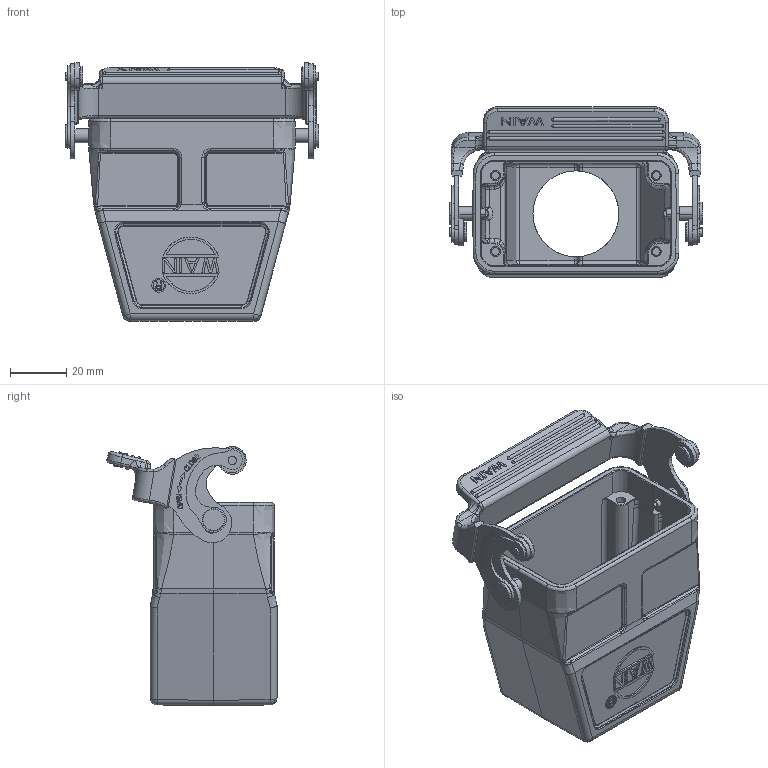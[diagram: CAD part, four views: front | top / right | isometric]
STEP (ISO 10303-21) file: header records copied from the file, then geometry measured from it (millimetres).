
FILE_DESCRIPTION((''),'2;1');
FILE_NAME('H10B-CCTH-1L_SC-M25','2020-09-28T',('f.li'),(''),'PRO/ENGINEER BY PARAMETRIC TECHNOLOGY CORPORATION, 2012480','PRO/ENGINEER BY PARAMETRIC TECHNOLOGY CORPORATION, 2012480','');
FILE_SCHEMA(('CONFIG_CONTROL_DESIGN'));
Products named in the file (1): H10B-CCTH-1L_SC-M25
Bounding box: 90.05 x 60.34 x 91.88 mm (x, y, z)
Volume: 71749.7 mm3; surface area: 41117.8 mm2
Topology: 3 solids, 16 shells, 1617 faces, 4261 edges, 2738 vertices
Faces by surface type: plane 643, cylinder 321, extrusion 304, bspline 187, torus 83, cone 45, sphere 34
Entity records: 60174 total; most frequent: CARTESIAN_POINT 22586, ORIENTED_EDGE 8452, DIRECTION 6536, EDGE_CURVE 4226, VERTEX_POINT 2738, VECTOR 2430, LINE 2126, AXIS2_PLACEMENT_3D 2053
